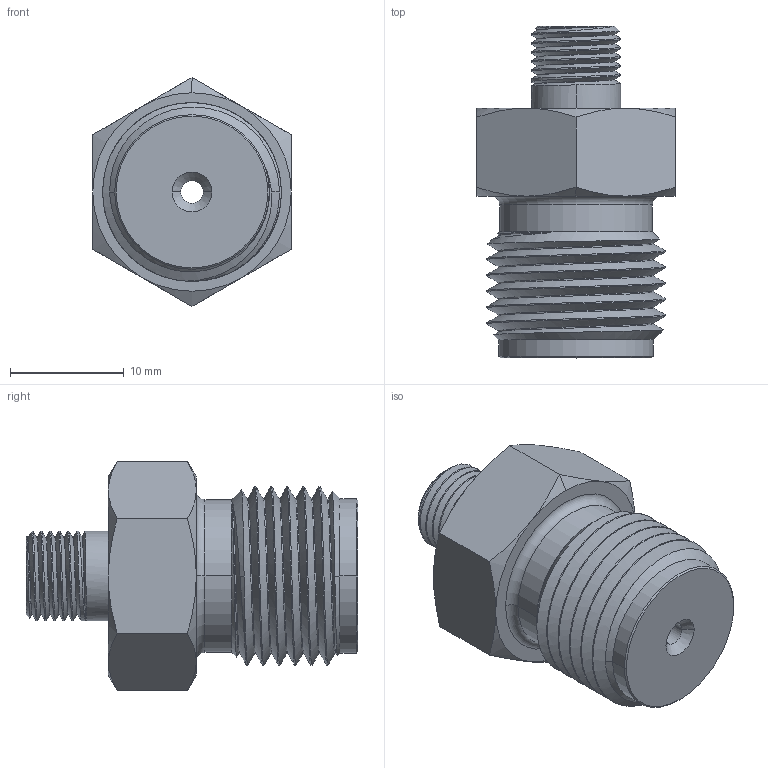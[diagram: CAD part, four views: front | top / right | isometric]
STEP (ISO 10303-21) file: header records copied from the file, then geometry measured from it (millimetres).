
FILE_DESCRIPTION (( 'STEP AP203' ), '1' );
FILE_NAME ('AD-110M180M-SS.STEP', '2025-07-29T14:35:24', ( '' ), ( '' ), 'SwSTEP 2.0', 'SolidWorks 2018', '' );
FILE_SCHEMA (( 'CONFIG_CONTROL_DESIGN' ));
Length unit declared in the file: inch
Products named in the file (1): AD-110M180M-SS
Bounding box: 17.46 x 29.21 x 20.16 mm (x, y, z)
Volume: 4431.6 mm3; surface area: 2441.6 mm2
Topology: 1 solids, 1 shells, 86 faces, 214 edges, 133 vertices
Faces by surface type: cylinder 35, cone 32, plane 11, bspline 6, torus 2
Entity records: 8782 total; most frequent: CARTESIAN_POINT 6830, ORIENTED_EDGE 428, DIRECTION 331, EDGE_CURVE 214, AXIS2_PLACEMENT_3D 136, VERTEX_POINT 133, B_SPLINE_CURVE_WITH_KNOTS 100, EDGE_LOOP 91
